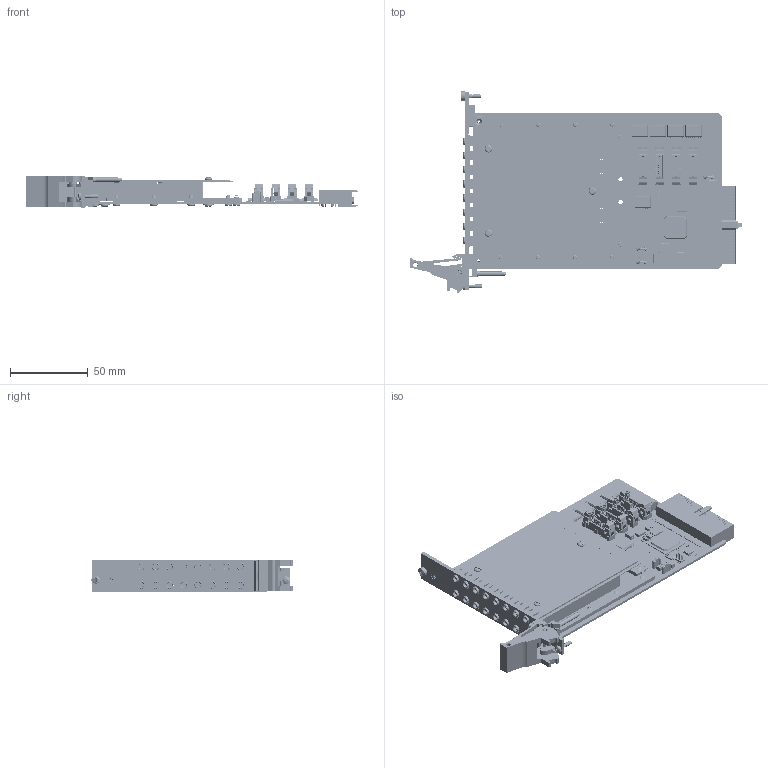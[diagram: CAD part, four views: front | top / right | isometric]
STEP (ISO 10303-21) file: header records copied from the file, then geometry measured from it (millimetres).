
FILE_DESCRIPTION (( 'STEP AP214' ), '1' );
FILE_NAME ('40-877-102 PXI 1 SLT Dual 2x2 RF Matrix LT 50 Ohm MCX.STEP', '2013-09-13T14:27:42', ( 'admin' ), ( '' ), 'SwSTEP 2.0', 'SolidWorks 2012', '' );
FILE_SCHEMA (( 'AUTOMOTIVE_DESIGN' ));
Length unit declared in the file: millimetre
Products named in the file (1): 40-877-102 PXI 1 SLT Dual 2x2 RF Matrix LT 50 Ohm MCX
Bounding box: 214.01 x 129.67 x 20 mm (x, y, z)
Surface area: 86636.9 mm2 (no closed solid volume)
Topology: 0 solids, 702 shells, 4147 faces, 18776 edges, 14604 vertices
Faces by surface type: plane 3167, cylinder 748, cone 135, torus 64, bspline 25, sphere 8
Full cylindrical faces by diameter (mm): 0.2 x1, 0.35 x3, 0.5 x13, 0.55 x2, 0.6 x110, 0.762 x57, 0.8 x4, 1.496 x2, 1.524 x8, 2 x6, 2.05 x1, 2.45 x7, 2.5 x4, 2.6 x1, 2.7 x3, 2.8 x1, 3 x3, 3.4 x16, 3.665 x1, 4.8 x16, 4.85 x16, 5 x4, 5.3 x17, 5.8 x15, 5.9 x1, 6 x1, 6.8 x3
Entity records: 240535 total; most frequent: CARTESIAN_POINT 49427, DIRECTION 28758, ORIENTED_EDGE 24561, EDGE_CURVE 18138, VERTEX_POINT 14450, VECTOR 13982, LINE 13982, AXIS2_PLACEMENT_3D 7388
